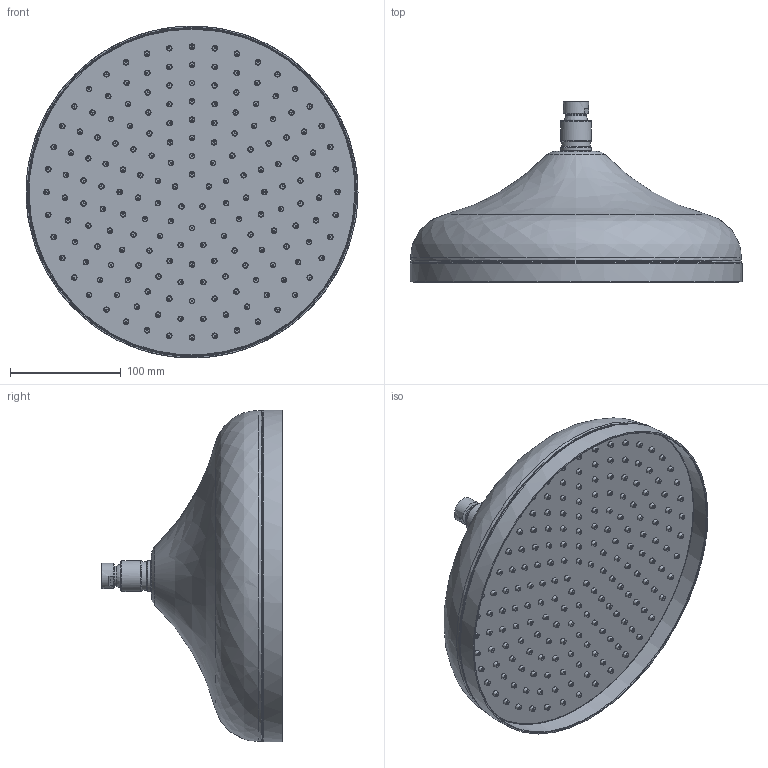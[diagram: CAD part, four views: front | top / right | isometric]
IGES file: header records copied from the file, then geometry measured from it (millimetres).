
Global section: file name: V913-W; native system: Autodesk Inventor 2018; preprocessor: unknown; author: adaniels; date: 20190708.112400; units: millimetre
Bounding box: 300 x 162.8 x 299.95 mm (x, y, z)
Volume: 3705122.1 mm3; surface area: 224377.3 mm2
Topology: 5 solids, 10 shells, 871 faces, 1548 edges, 1049 vertices
Faces by surface type: bspline 871
